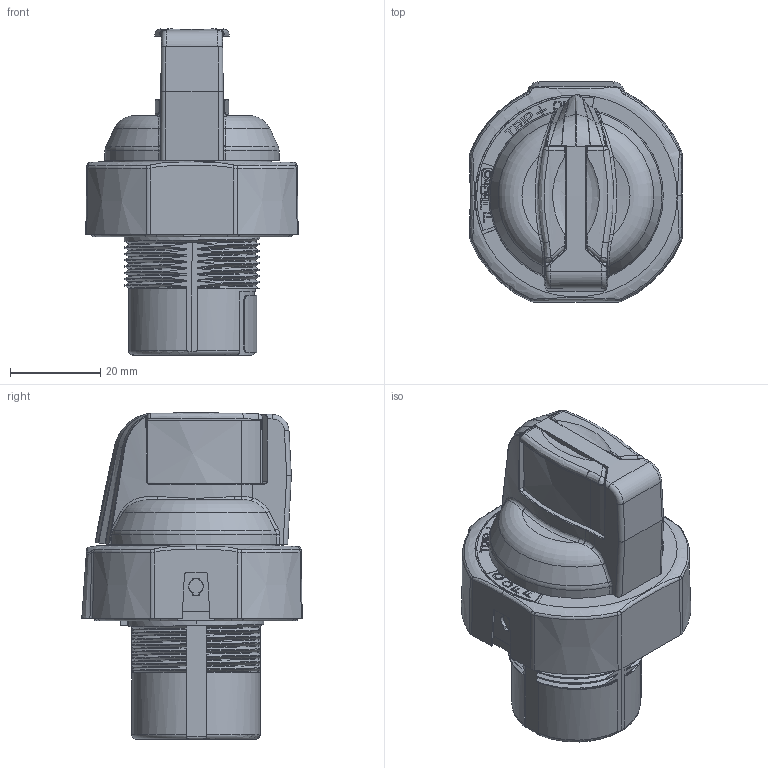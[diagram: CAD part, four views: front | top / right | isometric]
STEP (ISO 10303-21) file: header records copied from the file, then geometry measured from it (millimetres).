
FILE_DESCRIPTION((''),'2;1');
FILE_NAME('10005905959','2020-12-14T13:13:51',('RPampat'),('Rockwell Automation'),'CREO PARAMETRIC BY PTC INC, 2019444','CREO PARAMETRIC BY PTC INC, 2019444','');
FILE_SCHEMA(('CONFIG_CONTROL_DESIGN'));
Products named in the file (1): 10005905959
Bounding box: 46.99 x 48.77 x 72.14 mm (x, y, z)
Volume: 49695.2 mm3; surface area: 32600.5 mm2
Topology: 2 solids, 12 shells, 2399 faces, 6665 edges, 4250 vertices
Faces by surface type: plane 1168, cylinder 513, bspline 295, cone 290, torus 106, sphere 26, revolution 1
Entity records: 98789 total; most frequent: CARTESIAN_POINT 41510, ORIENTED_EDGE 13290, DIRECTION 10007, EDGE_CURVE 6645, VERTEX_POINT 4247, VECTOR 3566, LINE 3566, AXIS2_PLACEMENT_3D 3220
